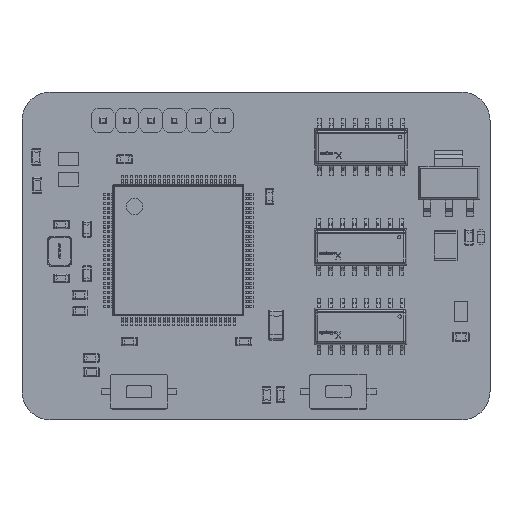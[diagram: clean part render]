
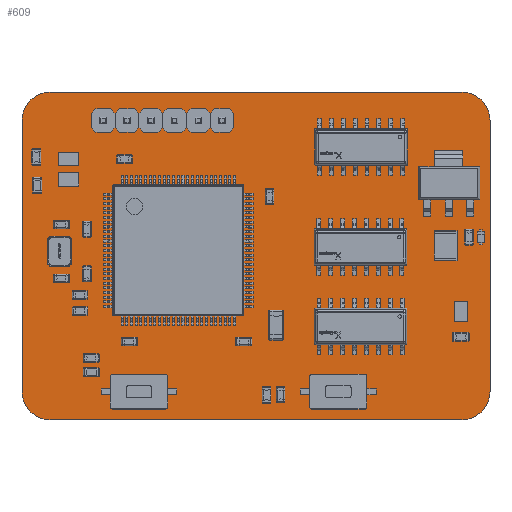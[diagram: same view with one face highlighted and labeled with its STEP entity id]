
A CAD part, top view. The second image highlights one B-rep face of the part: STEP entity #609.
In plain terms, the highlighted planar face has unit normal (0, 0, 1).
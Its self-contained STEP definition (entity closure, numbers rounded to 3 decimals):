
#344 = VERTEX_POINT('',#345);
#345 = CARTESIAN_POINT('',(3.,0.,1.522));
#351 = EDGE_CURVE('',#344,#352,#354,.T.);
#352 = VERTEX_POINT('',#353);
#353 = CARTESIAN_POINT('',(0.,3.,1.522));
#354 = CIRCLE('',#355,3.001);
#355 = AXIS2_PLACEMENT_3D('',#356,#357,#358);
#356 = CARTESIAN_POINT('',(3.001,3.001,1.522));
#357 = DIRECTION('',(0.,0.,-1.));
#358 = DIRECTION('',(0.,-1.,-0.));
#384 = EDGE_CURVE('',#352,#385,#387,.T.);
#385 = VERTEX_POINT('',#386);
#386 = CARTESIAN_POINT('',(0.,32.,1.522));
#387 = LINE('',#388,#389);
#388 = CARTESIAN_POINT('',(0.,3.,1.522));
#389 = VECTOR('',#390,1.);
#390 = DIRECTION('',(0.,1.,0.));
#415 = EDGE_CURVE('',#385,#416,#418,.T.);
#416 = VERTEX_POINT('',#417);
#417 = CARTESIAN_POINT('',(3.,35.,1.522));
#418 = CIRCLE('',#419,3.001);
#419 = AXIS2_PLACEMENT_3D('',#420,#421,#422);
#420 = CARTESIAN_POINT('',(3.001,31.999,1.522));
#421 = DIRECTION('',(0.,0.,-1.));
#422 = DIRECTION('',(-1.,0.,0.));
#448 = EDGE_CURVE('',#416,#449,#451,.T.);
#449 = VERTEX_POINT('',#450);
#450 = CARTESIAN_POINT('',(47.,35.,1.522));
#451 = LINE('',#452,#453);
#452 = CARTESIAN_POINT('',(3.,35.,1.522));
#453 = VECTOR('',#454,1.);
#454 = DIRECTION('',(1.,0.,0.));
#479 = EDGE_CURVE('',#449,#480,#482,.T.);
#480 = VERTEX_POINT('',#481);
#481 = CARTESIAN_POINT('',(50.,32.,1.522));
#482 = CIRCLE('',#483,3.001);
#483 = AXIS2_PLACEMENT_3D('',#484,#485,#486);
#484 = CARTESIAN_POINT('',(46.999,31.999,1.522));
#485 = DIRECTION('',(0.,0.,-1.));
#486 = DIRECTION('',(0.,1.,0.));
#512 = EDGE_CURVE('',#480,#513,#515,.T.);
#513 = VERTEX_POINT('',#514);
#514 = CARTESIAN_POINT('',(50.,3.,1.522));
#515 = LINE('',#516,#517);
#516 = CARTESIAN_POINT('',(50.,32.,1.522));
#517 = VECTOR('',#518,1.);
#518 = DIRECTION('',(0.,-1.,0.));
#543 = EDGE_CURVE('',#513,#544,#546,.T.);
#544 = VERTEX_POINT('',#545);
#545 = CARTESIAN_POINT('',(47.,0.,1.522));
#546 = CIRCLE('',#547,3.001);
#547 = AXIS2_PLACEMENT_3D('',#548,#549,#550);
#548 = CARTESIAN_POINT('',(46.999,3.001,1.522));
#549 = DIRECTION('',(0.,0.,-1.));
#550 = DIRECTION('',(1.,0.,0.));
#576 = EDGE_CURVE('',#544,#344,#577,.T.);
#577 = LINE('',#578,#579);
#578 = CARTESIAN_POINT('',(47.,0.,1.522));
#579 = VECTOR('',#580,1.);
#580 = DIRECTION('',(-1.,0.,0.));
#609 = ADVANCED_FACE('',(#610),#620,.F.);
#610 = FACE_BOUND('',#611,.F.);
#611 = EDGE_LOOP('',(#612,#613,#614,#615,#616,#617,#618,#619));
#612 = ORIENTED_EDGE('',*,*,#351,.T.);
#613 = ORIENTED_EDGE('',*,*,#384,.T.);
#614 = ORIENTED_EDGE('',*,*,#415,.T.);
#615 = ORIENTED_EDGE('',*,*,#448,.T.);
#616 = ORIENTED_EDGE('',*,*,#479,.T.);
#617 = ORIENTED_EDGE('',*,*,#512,.T.);
#618 = ORIENTED_EDGE('',*,*,#543,.T.);
#619 = ORIENTED_EDGE('',*,*,#576,.T.);
#620 = PLANE('',#621);
#621 = AXIS2_PLACEMENT_3D('',#622,#623,#624);
#622 = CARTESIAN_POINT('',(25.,17.5,1.522));
#623 = DIRECTION('',(-0.,-0.,-1.));
#624 = DIRECTION('',(-1.,0.,0.));
